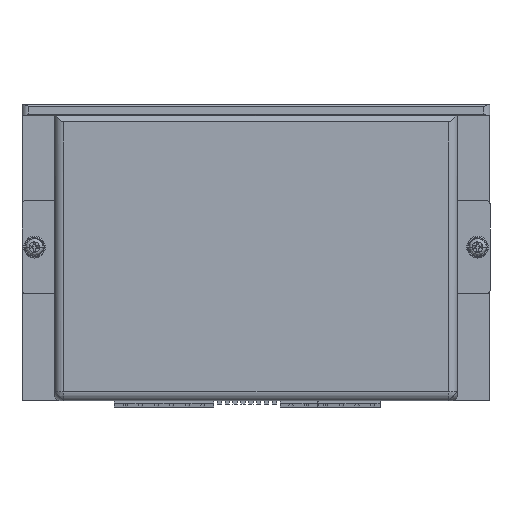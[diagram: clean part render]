
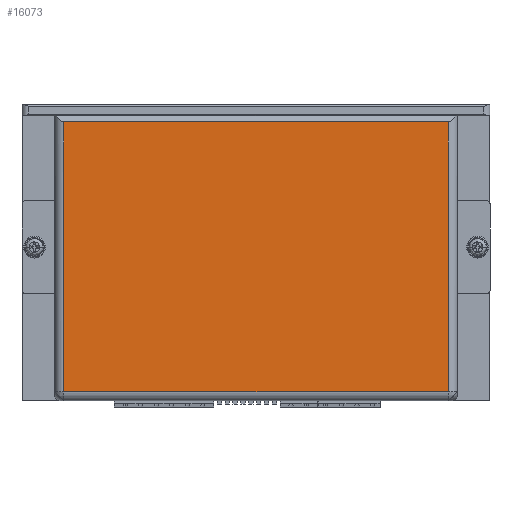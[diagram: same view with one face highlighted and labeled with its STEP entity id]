
A CAD part, front view. The second image highlights one B-rep face of the part: STEP entity #16073.
In plain terms, the highlighted planar face has unit normal (0, -1, 0).
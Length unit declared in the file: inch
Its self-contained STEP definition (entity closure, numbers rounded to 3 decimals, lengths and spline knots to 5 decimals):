
#53 = EDGE_CURVE ( 'NONE', #59478, #19440, #32521, .T. ) ;
#887 = ORIENTED_EDGE ( 'NONE', *, *, #32695, .F. ) ;
#1968 = DIRECTION ( 'NONE',  ( 0., 0., 1. ) ) ;
#2902 = EDGE_LOOP ( 'NONE', ( #887, #63436, #44336, #53946 ) ) ;
#3364 = DIRECTION ( 'NONE',  ( -1., 0., 0. ) ) ;
#11218 = VERTEX_POINT ( 'NONE', #12289 ) ;
#12289 = CARTESIAN_POINT ( 'NONE',  ( -2.44094, -0.62992, -1.69291 ) ) ;
#13219 = VECTOR ( 'NONE', #3364, 39.37008 ) ;
#13567 = FACE_OUTER_BOUND ( 'NONE', #2902, .T. ) ;
#15598 = CARTESIAN_POINT ( 'NONE',  ( -2.53858, -0.62992, 1.73228 ) ) ;
#16073 = ADVANCED_FACE ( 'NONE', ( #13567 ), #56066, .F. ) ;
#19440 = VERTEX_POINT ( 'NONE', #42941 ) ;
#29783 = LINE ( 'NONE', #43737, #33488 ) ;
#32521 = LINE ( 'NONE', #15598, #71095 ) ;
#32574 = CARTESIAN_POINT ( 'NONE',  ( 2.44094, -0.62992, 1.80079 ) ) ;
#32695 = EDGE_CURVE ( 'NONE', #53906, #11218, #37994, .T. ) ;
#33488 = VECTOR ( 'NONE', #1968, 39.37008 ) ;
#34388 = DIRECTION ( 'NONE',  ( 0., 0., -1. ) ) ;
#37601 = DIRECTION ( 'NONE',  ( 0., 1., 0. ) ) ;
#37994 = LINE ( 'NONE', #38761, #13219 ) ;
#38761 = CARTESIAN_POINT ( 'NONE',  ( -2.53858, -0.62992, -1.69291 ) ) ;
#42085 = CARTESIAN_POINT ( 'NONE',  ( 2.44094, -0.62992, -1.69291 ) ) ;
#42941 = CARTESIAN_POINT ( 'NONE',  ( 2.44094, -0.62992, 1.73228 ) ) ;
#43737 = CARTESIAN_POINT ( 'NONE',  ( -2.44094, -0.62992, 1.80079 ) ) ;
#44336 = ORIENTED_EDGE ( 'NONE', *, *, #53, .F. ) ;
#50317 = DIRECTION ( 'NONE',  ( 1., 0., 0. ) ) ;
#53906 = VERTEX_POINT ( 'NONE', #42085 ) ;
#53946 = ORIENTED_EDGE ( 'NONE', *, *, #66109, .F. ) ;
#55821 = DIRECTION ( 'NONE',  ( 0., 0., 1. ) ) ;
#56066 = PLANE ( 'NONE',  #74485 ) ;
#57416 = VECTOR ( 'NONE', #34388, 39.37008 ) ;
#59078 = CARTESIAN_POINT ( 'NONE',  ( -2.44094, -0.62992, 1.73228 ) ) ;
#59478 = VERTEX_POINT ( 'NONE', #59078 ) ;
#61192 = CARTESIAN_POINT ( 'NONE',  ( -2.53858, -0.62992, 1.80079 ) ) ;
#63436 = ORIENTED_EDGE ( 'NONE', *, *, #64536, .F. ) ;
#64536 = EDGE_CURVE ( 'NONE', #19440, #53906, #73039, .T. ) ;
#66109 = EDGE_CURVE ( 'NONE', #11218, #59478, #29783, .T. ) ;
#71095 = VECTOR ( 'NONE', #50317, 39.37008 ) ;
#73039 = LINE ( 'NONE', #32574, #57416 ) ;
#74485 = AXIS2_PLACEMENT_3D ( 'NONE', #61192, #37601, #55821 ) ;
